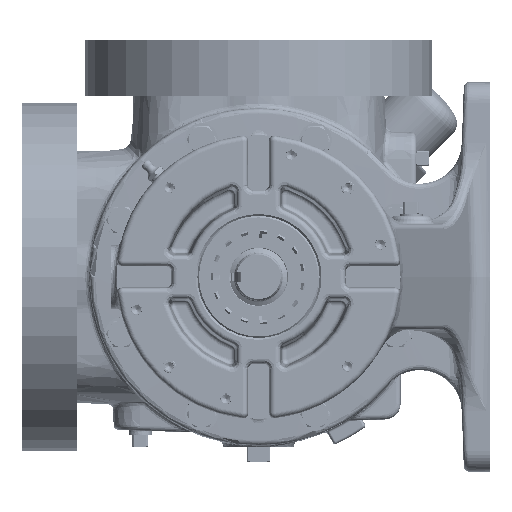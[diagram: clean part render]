
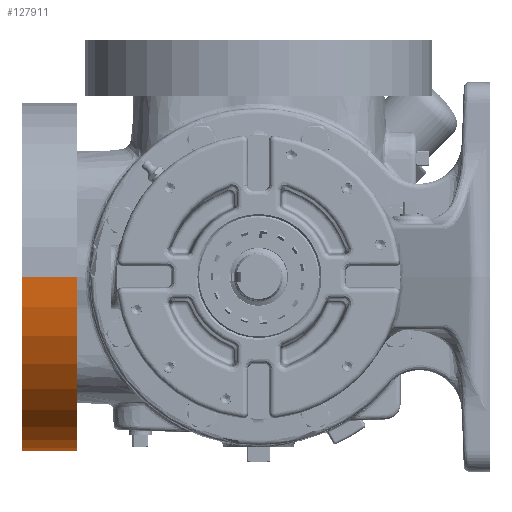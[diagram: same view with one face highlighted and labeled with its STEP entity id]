
A CAD part, left-side view. The second image highlights one B-rep face of the part: STEP entity #127911.
In plain terms, the highlighted cylindrical face has radius 104.775 mm (diameter 209.55 mm), a partial arc.
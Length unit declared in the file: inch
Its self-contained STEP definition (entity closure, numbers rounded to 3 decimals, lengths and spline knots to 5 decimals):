
#11476 = EDGE_CURVE ( 'NONE', #260762, #337052, #79483, .T. ) ;
#21895 = EDGE_CURVE ( 'NONE', #337052, #24648, #77288, .T. ) ;
#24648 = VERTEX_POINT ( 'NONE', #205837 ) ;
#54546 = CIRCLE ( 'NONE', #179695, 4.125 ) ;
#63131 = CYLINDRICAL_SURFACE ( 'NONE', #272692, 4.125 ) ;
#73731 = ORIENTED_EDGE ( 'NONE', *, *, #21895, .F. ) ;
#77288 = CIRCLE ( 'NONE', #88769, 4.125 ) ;
#78780 = EDGE_LOOP ( 'NONE', ( #210441, #108733, #73731, #298022 ) ) ;
#79483 = LINE ( 'NONE', #126460, #258485 ) ;
#88769 = AXIS2_PLACEMENT_3D ( 'NONE', #165605, #172587, #304248 ) ;
#106405 = DIRECTION ( 'NONE',  ( -1., 0., 0. ) ) ;
#108733 = ORIENTED_EDGE ( 'NONE', *, *, #230601, .T. ) ;
#109901 = DIRECTION ( 'NONE',  ( 0., -1., 0. ) ) ;
#124156 = VERTEX_POINT ( 'NONE', #211419 ) ;
#126460 = CARTESIAN_POINT ( 'NONE',  ( -1.345, 3.92342, 0. ) ) ;
#127911 = ADVANCED_FACE ( 'NONE', ( #306974 ), #63131, .T. ) ;
#146879 = CARTESIAN_POINT ( 'NONE',  ( 2.78, 3.92342, 0. ) ) ;
#150393 = DIRECTION ( 'NONE',  ( 0., -1., 0. ) ) ;
#162604 = LINE ( 'NONE', #192707, #257752 ) ;
#165605 = CARTESIAN_POINT ( 'NONE',  ( 2.78, 4.31, 0. ) ) ;
#172587 = DIRECTION ( 'NONE',  ( 0., -1., 0. ) ) ;
#179695 = AXIS2_PLACEMENT_3D ( 'NONE', #350167, #109901, #106405 ) ;
#180589 = DIRECTION ( 'NONE',  ( -1., 0., 0. ) ) ;
#192707 = CARTESIAN_POINT ( 'NONE',  ( 6.905, 3.92342, 0. ) ) ;
#198659 = DIRECTION ( 'NONE',  ( 0., -1., 0. ) ) ;
#205837 = CARTESIAN_POINT ( 'NONE',  ( 6.905, 4.31, 0. ) ) ;
#210441 = ORIENTED_EDGE ( 'NONE', *, *, #291433, .T. ) ;
#211419 = CARTESIAN_POINT ( 'NONE',  ( 6.905, 5.62, 0. ) ) ;
#227320 = CARTESIAN_POINT ( 'NONE',  ( -1.345, 5.62, 0. ) ) ;
#230601 = EDGE_CURVE ( 'NONE', #124156, #24648, #162604, .T. ) ;
#257752 = VECTOR ( 'NONE', #324436, 39.37008 ) ;
#258485 = VECTOR ( 'NONE', #198659, 39.37008 ) ;
#260762 = VERTEX_POINT ( 'NONE', #227320 ) ;
#272692 = AXIS2_PLACEMENT_3D ( 'NONE', #146879, #150393, #180589 ) ;
#291433 = EDGE_CURVE ( 'NONE', #260762, #124156, #54546, .T. ) ;
#298022 = ORIENTED_EDGE ( 'NONE', *, *, #11476, .F. ) ;
#304248 = DIRECTION ( 'NONE',  ( -1., 0., 0. ) ) ;
#305847 = CARTESIAN_POINT ( 'NONE',  ( -1.345, 4.31, 0. ) ) ;
#306974 = FACE_OUTER_BOUND ( 'NONE', #78780, .T. ) ;
#324436 = DIRECTION ( 'NONE',  ( 0., -1., 0. ) ) ;
#337052 = VERTEX_POINT ( 'NONE', #305847 ) ;
#350167 = CARTESIAN_POINT ( 'NONE',  ( 2.78, 5.62, 0. ) ) ;
